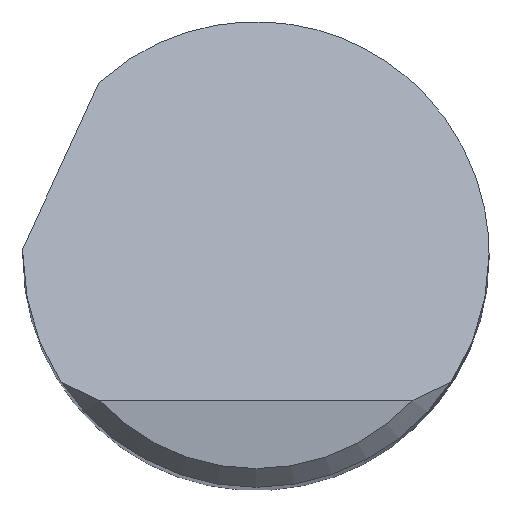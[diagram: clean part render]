
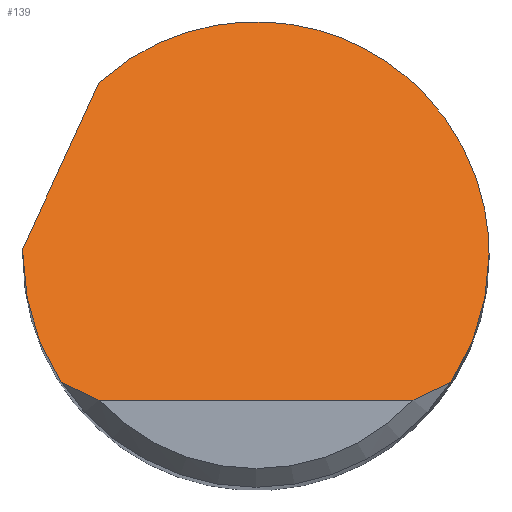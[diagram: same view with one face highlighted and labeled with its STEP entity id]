
A CAD part, top view. The second image highlights one B-rep face of the part: STEP entity #139.
In plain terms, the highlighted planar face has unit normal (0, 0.707, 0.707).
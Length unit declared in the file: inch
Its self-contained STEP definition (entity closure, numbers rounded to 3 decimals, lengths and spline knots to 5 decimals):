
#10 = CARTESIAN_POINT ( 'NONE',  ( -0.12625, 0.13863, 1.74387 ) ) ;
#14 = VERTEX_POINT ( 'NONE', #10 ) ;
#19 = CARTESIAN_POINT ( 'NONE',  ( -0.157, -0.1025, 1.985 ) ) ;
#37 = ORIENTED_EDGE ( 'NONE', *, *, #793, .T. ) ;
#46 = VERTEX_POINT ( 'NONE', #827 ) ;
#49 = CARTESIAN_POINT ( 'NONE',  ( 0.157, -0.1025, 1.985 ) ) ;
#56 = EDGE_CURVE ( 'NONE', #393, #112, #169, .T. ) ;
#72 = EDGE_CURVE ( 'NONE', #658, #757, #211, .T. ) ;
#101 = ORIENTED_EDGE ( 'NONE', *, *, #456, .F. ) ;
#112 = VERTEX_POINT ( 'NONE', #800 ) ;
#114 = CARTESIAN_POINT ( 'NONE',  ( 0.1875, -0.03666, 1.91916 ) ) ;
#124 = CARTESIAN_POINT ( 'NONE',  ( -0.17704, -0.0718, 1.9543 ) ) ;
#132 = CARTESIAN_POINT ( 'NONE',  ( -0.1875, 0., 1.8825 ) ) ;
#138 = DIRECTION ( 'NONE',  ( 0., 0.707, -0.707 ) ) ;
#139 = ADVANCED_FACE ( 'NONE', ( #478 ), #263, .F. ) ;
#156 = CARTESIAN_POINT ( 'NONE',  ( -0.12629, -0.1175, 2. ) ) ;
#165 = EDGE_CURVE ( 'NONE', #14, #46, #871, .T. ) ;
#169 = B_SPLINE_CURVE_WITH_KNOTS ( 'NONE', 3,
 ( #567, #822, #500, #156 ),
 .UNSPECIFIED., .F., .F.,
 ( 4, 4 ),
 ( 0., 0.00095 ),
 .UNSPECIFIED. ) ;
#211 = B_SPLINE_CURVE_WITH_KNOTS ( 'NONE', 3,
 ( #731, #544, #466, #803 ),
 .UNSPECIFIED., .F., .F.,
 ( 4, 4 ),
 ( 0., 0.00095 ),
 .UNSPECIFIED. ) ;
#237 = CARTESIAN_POINT ( 'NONE',  ( 0.1875, 0., 1.8825 ) ) ;
#253 = LINE ( 'NONE', #532, #872 ) ;
#260 = CARTESIAN_POINT ( 'NONE',  ( 0., -0.1175, 2. ) ) ;
#263 = PLANE ( 'NONE',  #816 ) ;
#267 = CARTESIAN_POINT ( 'NONE',  ( -0.157, -0.1025, 1.985 ) ) ;
#269 = CARTESIAN_POINT ( 'NONE',  ( -0.1875, -0.1175, 2. ) ) ;
#276 = EDGE_CURVE ( 'NONE', #627, #14, #253, .T. ) ;
#290 = CARTESIAN_POINT ( 'NONE',  ( -0.12625, 0.13863, 1.74387 ) ) ;
#303 = ORIENTED_EDGE ( 'NONE', *, *, #56, .T. ) ;
#350 = ORIENTED_EDGE ( 'NONE', *, *, #276, .F. ) ;
#375 = CARTESIAN_POINT ( 'NONE',  ( 0.17704, -0.0718, 1.9543 ) ) ;
#389 =( BOUNDED_CURVE ( )  B_SPLINE_CURVE ( 3, ( #589, #114, #375, #638 ),
 .UNSPECIFIED., .F., .F. ) 
 B_SPLINE_CURVE_WITH_KNOTS ( ( 4, 4 ),
 ( 1.5708, 2.14917 ),
 .UNSPECIFIED. ) 
 CURVE ( )  GEOMETRIC_REPRESENTATION_ITEM ( )  RATIONAL_B_SPLINE_CURVE ( ( 1., 0.972, 0.972, 1. ) ) 
 REPRESENTATION_ITEM ( '' )  );
#393 = VERTEX_POINT ( 'NONE', #19 ) ;
#404 = CARTESIAN_POINT ( 'NONE',  ( -0.1875, 0.00167, 1.88083 ) ) ;
#422 = VECTOR ( 'NONE', #873, 39.37008 ) ;
#452 =( BOUNDED_CURVE ( )  B_SPLINE_CURVE ( 3, ( #132, #404, #539, #850 ),
 .UNSPECIFIED., .F., .F. ) 
 B_SPLINE_CURVE_WITH_KNOTS ( ( 4, 4 ),
 ( 4.71239, 4.73906 ),
 .UNSPECIFIED. ) 
 CURVE ( )  GEOMETRIC_REPRESENTATION_ITEM ( )  RATIONAL_B_SPLINE_CURVE ( ( 1., 1., 1., 1. ) ) 
 REPRESENTATION_ITEM ( '' )  );
#456 = EDGE_CURVE ( 'NONE', #46, #757, #389, .T. ) ;
#466 = CARTESIAN_POINT ( 'NONE',  ( 0.14711, -0.10785, 1.99035 ) ) ;
#474 = CARTESIAN_POINT ( 'NONE',  ( -0.18743, 0.005, 1.8775 ) ) ;
#478 = FACE_OUTER_BOUND ( 'NONE', #823, .T. ) ;
#500 = CARTESIAN_POINT ( 'NONE',  ( -0.1369, -0.11288, 1.99538 ) ) ;
#532 = CARTESIAN_POINT ( 'NONE',  ( -0.23821, -0.10589, 1.98839 ) ) ;
#539 = CARTESIAN_POINT ( 'NONE',  ( -0.18748, 0.00333, 1.87917 ) ) ;
#544 = CARTESIAN_POINT ( 'NONE',  ( 0.1369, -0.11288, 1.99538 ) ) ;
#555 =( BOUNDED_CURVE ( )  B_SPLINE_CURVE ( 3, ( #267, #124, #851, #799 ),
 .UNSPECIFIED., .F., .F. ) 
 B_SPLINE_CURVE_WITH_KNOTS ( ( 4, 4 ),
 ( 4.13401, 4.71239 ),
 .UNSPECIFIED. ) 
 CURVE ( )  GEOMETRIC_REPRESENTATION_ITEM ( )  RATIONAL_B_SPLINE_CURVE ( ( 1., 0.972, 0.972, 1. ) ) 
 REPRESENTATION_ITEM ( '' )  );
#567 = CARTESIAN_POINT ( 'NONE',  ( -0.157, -0.1025, 1.985 ) ) ;
#580 = CARTESIAN_POINT ( 'NONE',  ( 0.1875, 0.18969, 1.69281 ) ) ;
#589 = CARTESIAN_POINT ( 'NONE',  ( 0.1875, 0., 1.8825 ) ) ;
#604 = EDGE_CURVE ( 'NONE', #393, #651, #555, .T. ) ;
#627 = VERTEX_POINT ( 'NONE', #474 ) ;
#638 = CARTESIAN_POINT ( 'NONE',  ( 0.157, -0.1025, 1.985 ) ) ;
#645 = ORIENTED_EDGE ( 'NONE', *, *, #604, .F. ) ;
#651 = VERTEX_POINT ( 'NONE', #815 ) ;
#658 = VERTEX_POINT ( 'NONE', #678 ) ;
#659 = ORIENTED_EDGE ( 'NONE', *, *, #810, .F. ) ;
#678 = CARTESIAN_POINT ( 'NONE',  ( 0.12629, -0.1175, 2. ) ) ;
#704 = CARTESIAN_POINT ( 'NONE',  ( 0.014, 0.26635, 1.61615 ) ) ;
#731 = CARTESIAN_POINT ( 'NONE',  ( 0.12629, -0.1175, 2. ) ) ;
#737 = LINE ( 'NONE', #260, #422 ) ;
#742 = DIRECTION ( 'NONE',  ( 0., -0.707, -0.707 ) ) ;
#757 = VERTEX_POINT ( 'NONE', #49 ) ;
#791 = DIRECTION ( 'NONE',  ( 0.308, 0.673, -0.673 ) ) ;
#793 = EDGE_CURVE ( 'NONE', #112, #658, #737, .T. ) ;
#799 = CARTESIAN_POINT ( 'NONE',  ( -0.1875, 0., 1.8825 ) ) ;
#800 = CARTESIAN_POINT ( 'NONE',  ( -0.12629, -0.1175, 2. ) ) ;
#803 = CARTESIAN_POINT ( 'NONE',  ( 0.157, -0.1025, 1.985 ) ) ;
#810 = EDGE_CURVE ( 'NONE', #651, #627, #452, .T. ) ;
#815 = CARTESIAN_POINT ( 'NONE',  ( -0.1875, 0., 1.8825 ) ) ;
#816 = AXIS2_PLACEMENT_3D ( 'NONE', #269, #742, #138 ) ;
#822 = CARTESIAN_POINT ( 'NONE',  ( -0.14711, -0.10785, 1.99035 ) ) ;
#823 = EDGE_LOOP ( 'NONE', ( #37, #842, #101, #861, #350, #659, #645, #303 ) ) ;
#827 = CARTESIAN_POINT ( 'NONE',  ( 0.1875, 0., 1.8825 ) ) ;
#842 = ORIENTED_EDGE ( 'NONE', *, *, #72, .T. ) ;
#850 = CARTESIAN_POINT ( 'NONE',  ( -0.18743, 0.005, 1.8775 ) ) ;
#851 = CARTESIAN_POINT ( 'NONE',  ( -0.1875, -0.03666, 1.91916 ) ) ;
#861 = ORIENTED_EDGE ( 'NONE', *, *, #165, .F. ) ;
#871 =( BOUNDED_CURVE ( )  B_SPLINE_CURVE ( 3, ( #290, #704, #580, #237 ),
 .UNSPECIFIED., .F., .F. ) 
 B_SPLINE_CURVE_WITH_KNOTS ( ( 4, 4 ),
 ( 5.54449, 7.85398 ),
 .UNSPECIFIED. ) 
 CURVE ( )  GEOMETRIC_REPRESENTATION_ITEM ( )  RATIONAL_B_SPLINE_CURVE ( ( 1., 0.603, 0.603, 1. ) ) 
 REPRESENTATION_ITEM ( '' )  );
#872 = VECTOR ( 'NONE', #791, 39.37008 ) ;
#873 = DIRECTION ( 'NONE',  ( 1., 0., 0. ) ) ;
